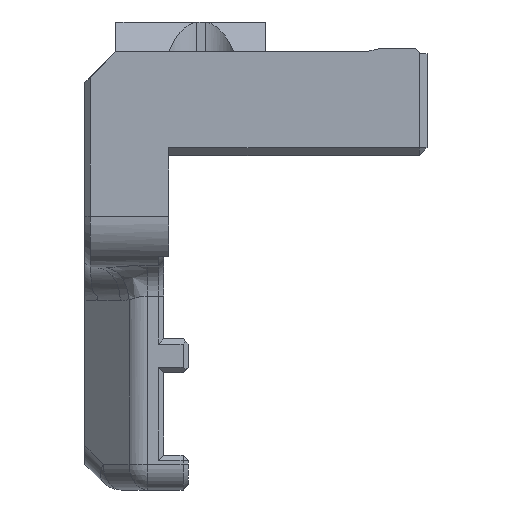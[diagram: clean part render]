
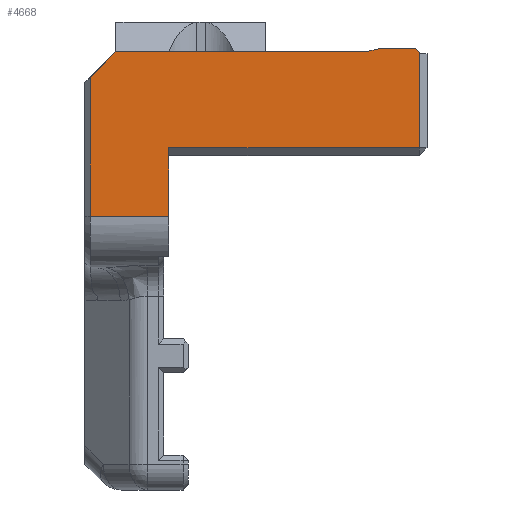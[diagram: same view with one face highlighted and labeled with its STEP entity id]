
A CAD part, front view. The second image highlights one B-rep face of the part: STEP entity #4668.
In plain terms, the highlighted planar face has unit normal (0, -1, 0).
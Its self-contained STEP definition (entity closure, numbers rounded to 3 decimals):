
#363=FACE_OUTER_BOUND('',#634,.T.);
#634=EDGE_LOOP('',(#3358,#3359,#3360,#3361,#3362,#3363,#3364,#3365,#3366,
#3367));
#856=LINE('',#6679,#1372);
#860=LINE('',#6687,#1376);
#928=LINE('',#6878,#1444);
#949=LINE('',#6975,#1465);
#1002=LINE('',#7089,#1518);
#1003=LINE('',#7092,#1519);
#1004=LINE('',#7093,#1520);
#1005=LINE('',#7095,#1521);
#1006=LINE('',#7097,#1522);
#1007=LINE('',#7098,#1523);
#1372=VECTOR('',#5323,10.);
#1376=VECTOR('',#5331,10.);
#1444=VECTOR('',#5509,10.);
#1465=VECTOR('',#5566,10.);
#1518=VECTOR('',#5661,10.);
#1519=VECTOR('',#5664,10.);
#1520=VECTOR('',#5665,10.);
#1521=VECTOR('',#5666,1000.);
#1522=VECTOR('',#5667,1000.);
#1523=VECTOR('',#5668,10.);
#1882=VERTEX_POINT('',#6668);
#1885=VERTEX_POINT('',#6675);
#1888=VERTEX_POINT('',#6685);
#1955=VERTEX_POINT('',#6875);
#1956=VERTEX_POINT('',#6877);
#1986=VERTEX_POINT('',#6974);
#2026=VERTEX_POINT('',#7087);
#2027=VERTEX_POINT('',#7091);
#2028=VERTEX_POINT('',#7094);
#2029=VERTEX_POINT('',#7096);
#2332=EDGE_CURVE('',#1882,#1885,#856,.T.);
#2336=EDGE_CURVE('',#1888,#1882,#860,.T.);
#2431=EDGE_CURVE('',#1955,#1956,#928,.T.);
#2468=EDGE_CURVE('',#1986,#1956,#949,.T.);
#2525=EDGE_CURVE('',#1888,#2026,#1002,.T.);
#2526=EDGE_CURVE('',#2026,#2027,#1003,.T.);
#2527=EDGE_CURVE('',#2027,#1986,#1004,.T.);
#2528=EDGE_CURVE('',#1955,#2028,#1005,.T.);
#2529=EDGE_CURVE('',#2029,#2028,#1006,.T.);
#2530=EDGE_CURVE('',#2029,#1885,#1007,.T.);
#3358=ORIENTED_EDGE('',*,*,#2336,.F.);
#3359=ORIENTED_EDGE('',*,*,#2525,.T.);
#3360=ORIENTED_EDGE('',*,*,#2526,.T.);
#3361=ORIENTED_EDGE('',*,*,#2527,.T.);
#3362=ORIENTED_EDGE('',*,*,#2468,.T.);
#3363=ORIENTED_EDGE('',*,*,#2431,.F.);
#3364=ORIENTED_EDGE('',*,*,#2528,.T.);
#3365=ORIENTED_EDGE('',*,*,#2529,.F.);
#3366=ORIENTED_EDGE('',*,*,#2530,.T.);
#3367=ORIENTED_EDGE('',*,*,#2332,.F.);
#4481=PLANE('',#4985);
#4668=ADVANCED_FACE('',(#363),#4481,.T.);
#4985=AXIS2_PLACEMENT_3D('',#7090,#5662,#5663);
#5323=DIRECTION('',(-1.,0.,0.));
#5331=DIRECTION('',(0.,0.,-1.));
#5509=DIRECTION('',(0.707,0.,0.707));
#5566=DIRECTION('',(-1.,0.,0.));
#5661=DIRECTION('',(-0.707,0.,0.707));
#5662=DIRECTION('center_axis',(0.,-1.,0.));
#5663=DIRECTION('ref_axis',(-1.,0.,0.));
#5664=DIRECTION('',(-1.,0.,0.));
#5665=DIRECTION('',(-0.972,0.,-0.233));
#5666=DIRECTION('',(0.,0.,-1.));
#5667=DIRECTION('',(-1.,0.,0.));
#5668=DIRECTION('',(0.,0.,1.));
#6668=CARTESIAN_POINT('',(39.36,-17.,37.1));
#6675=CARTESIAN_POINT('',(19.96,-17.,37.1));
#6679=CARTESIAN_POINT('',(36.98,-17.,37.1));
#6685=CARTESIAN_POINT('',(39.36,-17.,44.499));
#6687=CARTESIAN_POINT('',(39.36,-17.,15.9));
#6875=CARTESIAN_POINT('',(13.86,-17.,42.549));
#6877=CARTESIAN_POINT('',(15.86,-17.,44.549));
#6878=CARTESIAN_POINT('',(16.383,-17.,45.072));
#6974=CARTESIAN_POINT('',(35.293,-17.,44.549));
#6975=CARTESIAN_POINT('',(36.98,-17.,44.549));
#7087=CARTESIAN_POINT('',(39.06,-17.,44.799));
#7089=CARTESIAN_POINT('',(41.42,-17.,42.439));
#7090=CARTESIAN_POINT('Origin',(35.501,-17.,31.8));
#7091=CARTESIAN_POINT('',(36.335,-17.,44.799));
#7092=CARTESIAN_POINT('',(37.48,-17.,44.799));
#7093=CARTESIAN_POINT('',(34.466,-17.,44.351));
#7094=CARTESIAN_POINT('',(13.86,-17.,31.8));
#7095=CARTESIAN_POINT('',(13.86,-17.,31.8));
#7096=CARTESIAN_POINT('',(19.96,-17.,31.8));
#7097=CARTESIAN_POINT('',(35.501,-17.,31.8));
#7098=CARTESIAN_POINT('',(19.96,-17.,33.15));
